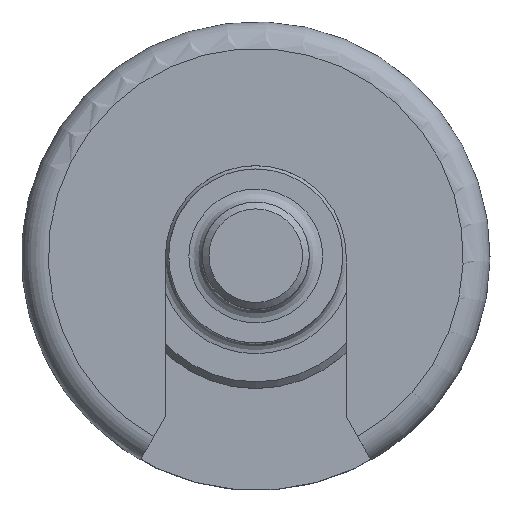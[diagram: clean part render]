
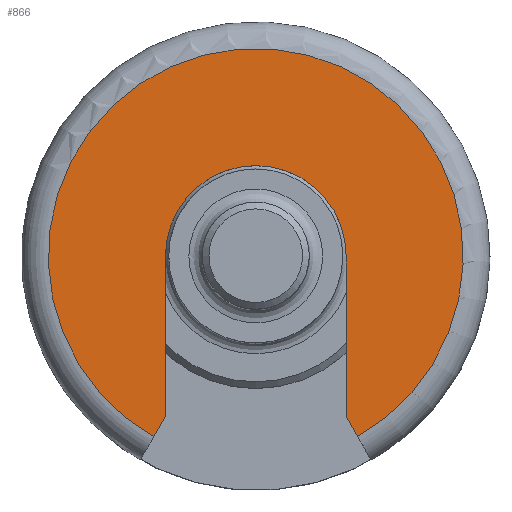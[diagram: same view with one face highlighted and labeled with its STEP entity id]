
A CAD part, top view. The second image highlights one B-rep face of the part: STEP entity #866.
In plain terms, the highlighted planar face has unit normal (0, 0, 1).
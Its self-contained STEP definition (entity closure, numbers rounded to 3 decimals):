
#778=CARTESIAN_POINT('',(7.616,-13.5,7.5));
#779=VERTEX_POINT('',#778);
#794=CARTESIAN_POINT('',(-7.616,-13.5,7.5));
#795=VERTEX_POINT('',#794);
#809=CARTESIAN_POINT('',(0.0,0.0,7.5));
#810=DIRECTION('',(0.0,0.0,-1.0));
#811=DIRECTION('',(0.0,1.0,0.0));
#812=AXIS2_PLACEMENT_3D('',#809,#810,#811);
#813=CIRCLE('',#812,15.5);
#814=EDGE_CURVE('',#795,#779,#813,.T.);
#819=CARTESIAN_POINT('',(0.0,0.0,7.5));
#820=DIRECTION('',(0.0,0.0,-1.0));
#821=DIRECTION('',(-1.0,0.0,0.0));
#822=AXIS2_PLACEMENT_3D('',#819,#820,#821);
#823=PLANE('',#822);
#824=ORIENTED_EDGE('',*,*,#814,.F.);
#825=CARTESIAN_POINT('',(-6.75,-12.,7.5));
#826=VERTEX_POINT('',#825);
#827=CARTESIAN_POINT('',(-7.616,-13.5,7.5));
#828=DIRECTION('',(0.5,0.866,0.0));
#829=VECTOR('',#828,1.732);
#830=LINE('',#827,#829);
#831=EDGE_CURVE('',#795,#826,#830,.T.);
#832=ORIENTED_EDGE('',*,*,#831,.T.);
#833=CARTESIAN_POINT('',(-6.75,0.,7.5));
#834=VERTEX_POINT('',#833);
#835=CARTESIAN_POINT('',(-6.75,-12.,7.5));
#836=DIRECTION('',(0.0,1.0,0.0));
#837=VECTOR('',#836,12.);
#838=LINE('',#835,#837);
#839=EDGE_CURVE('',#826,#834,#838,.T.);
#840=ORIENTED_EDGE('',*,*,#839,.T.);
#841=CARTESIAN_POINT('',(6.75,0.,7.5));
#842=VERTEX_POINT('',#841);
#843=CARTESIAN_POINT('',(0.,0.,7.5));
#844=DIRECTION('',(0.0,0.0,-1.0));
#845=DIRECTION('',(1.0,0.0,0.0));
#846=AXIS2_PLACEMENT_3D('',#843,#844,#845);
#847=CIRCLE('',#846,6.75);
#848=EDGE_CURVE('',#834,#842,#847,.T.);
#849=ORIENTED_EDGE('',*,*,#848,.T.);
#850=CARTESIAN_POINT('',(6.75,-12.,7.5));
#851=VERTEX_POINT('',#850);
#852=CARTESIAN_POINT('',(6.75,0.,7.5));
#853=DIRECTION('',(0.0,-1.0,0.0));
#854=VECTOR('',#853,12.);
#855=LINE('',#852,#854);
#856=EDGE_CURVE('',#842,#851,#855,.T.);
#857=ORIENTED_EDGE('',*,*,#856,.T.);
#858=CARTESIAN_POINT('',(6.75,-12.,7.5));
#859=DIRECTION('',(0.5,-0.866,0.0));
#860=VECTOR('',#859,1.732);
#861=LINE('',#858,#860);
#862=EDGE_CURVE('',#851,#779,#861,.T.);
#863=ORIENTED_EDGE('',*,*,#862,.T.);
#864=EDGE_LOOP('',(#824,#832,#840,#849,#857,#863));
#865=FACE_OUTER_BOUND('',#864,.T.);
#866=ADVANCED_FACE('',(#865),#823,.F.);
